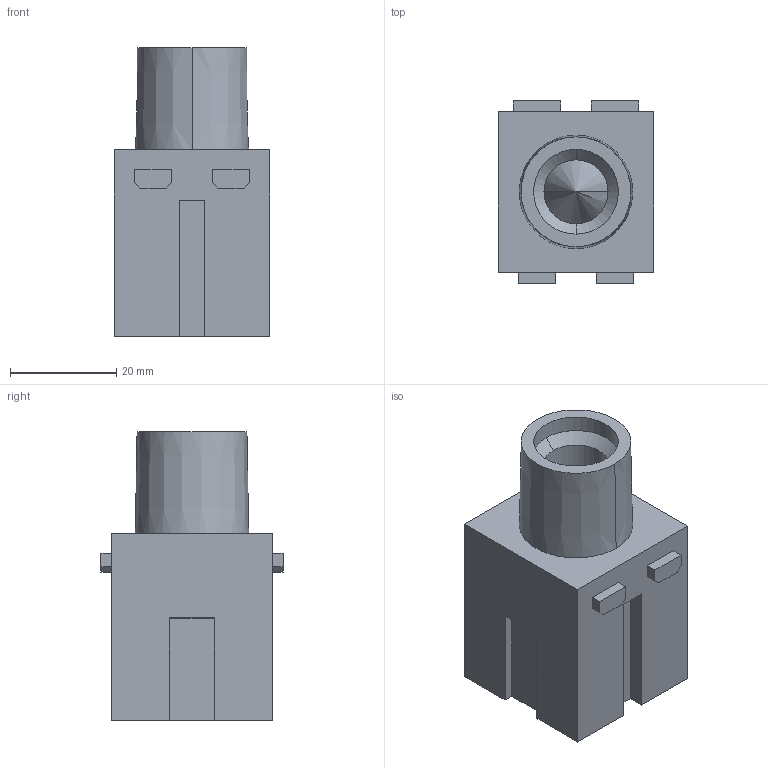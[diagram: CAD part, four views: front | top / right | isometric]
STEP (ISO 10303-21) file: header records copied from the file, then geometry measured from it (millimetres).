
FILE_DESCRIPTION(('CATIA V5 STEP Exchange','CAx-IF Rec.Pracs.--- Model Styling and Organization---1.4--- 2014-01-23'),'2;1');
FILE_NAME ('1255361-1_1', '2021-01-27T06:06:30+00:00', ('none'), ('Weidmueller'), 'CATIA Version 5-6 Release 2016 SP3 HF44', 'CATIA V5 STEP AP214', 'none');
FILE_SCHEMA(('AUTOMOTIVE_DESIGN { 1 0 10303 214 1 1 1 1 }'));
Length unit declared in the file: millimetre
Products named in the file (1): 2748240000
Bounding box: 29.35 x 34.4 x 54.5 mm (x, y, z)
Volume: 23480.1 mm3; surface area: 13779.2 mm2
Topology: 2 solids, 2 shells, 109 faces, 282 edges, 184 vertices
Faces by surface type: plane 85, cylinder 12, cone 10, torus 2
Entity records: 3344 total; most frequent: CARTESIAN_POINT 721, ORIENTED_EDGE 556, DIRECTION 468, EDGE_CURVE 278, VECTOR 238, LINE 238, VERTEX_POINT 184, AXIS2_PLACEMENT_3D 131
